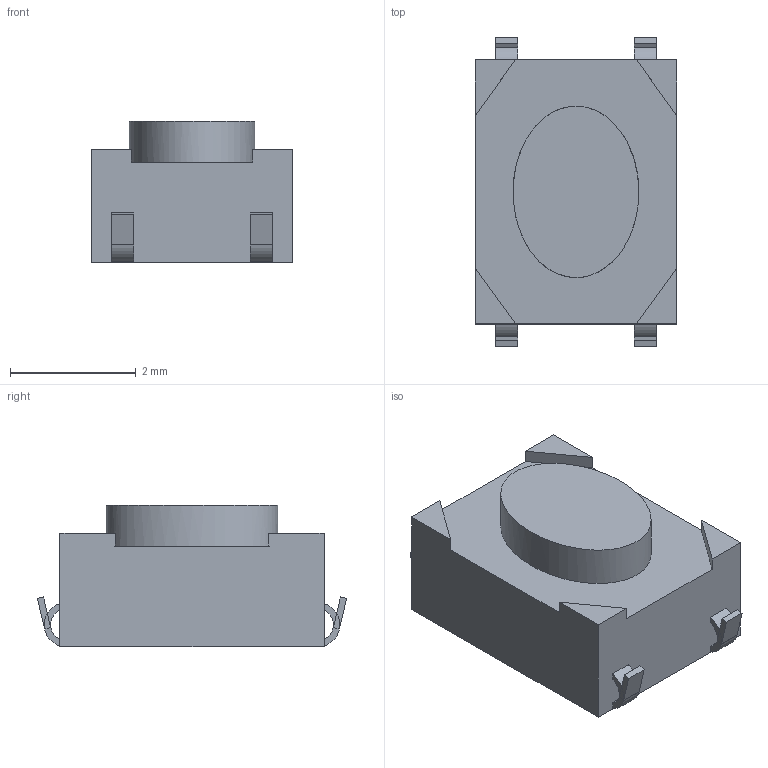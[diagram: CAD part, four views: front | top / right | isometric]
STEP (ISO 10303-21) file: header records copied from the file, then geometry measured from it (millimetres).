
FILE_DESCRIPTION(('FreeCAD Model'),'2;1');
FILE_NAME('union.step','2018-09-13T04:40:38',( 'kicad StepUp'),('ksu MCAD'),'Open CASCADE STEP processor 7.3', 'FreeCAD','Unknown');
FILE_SCHEMA(('AUTOMOTIVE_DESIGN { 1 0 10303 214 1 1 1 1 }'));
Length unit declared in the file: millimetre
Products named in the file (1): union
Bounding box: 3.2 x 4.92 x 2.25 mm (x, y, z)
Volume: 24.7 mm3; surface area: 61 mm2
Topology: 1 solids, 1 shells, 108 faces, 263 edges, 162 vertices
Faces by surface type: plane 89, cylinder 12, bspline 7
Entity records: 3990 total; most frequent: CARTESIAN_POINT 713, ORIENTED_EDGE 526, DIRECTION 492, EDGE_CURVE 263, LINE 192, VECTOR 192, VERTEX_POINT 162, AXIS2_PLACEMENT_3D 150
